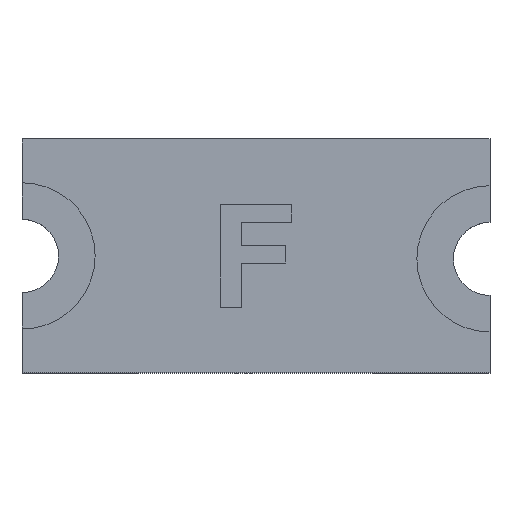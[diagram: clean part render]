
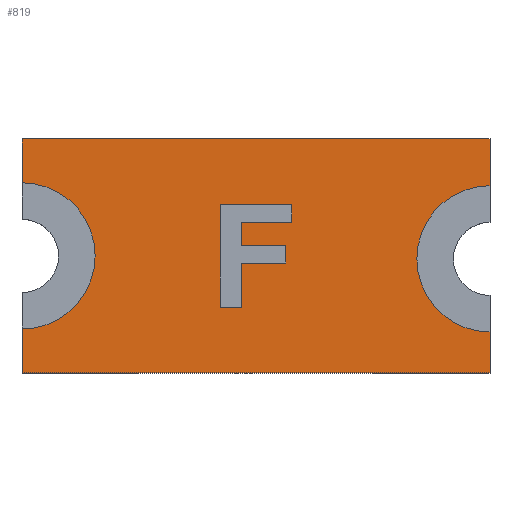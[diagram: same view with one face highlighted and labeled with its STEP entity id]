
A CAD part, top view. The second image highlights one B-rep face of the part: STEP entity #819.
In plain terms, the highlighted planar face has unit normal (0, 0, 1).
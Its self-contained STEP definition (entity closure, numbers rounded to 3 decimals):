
#34=PLANE('',#898);
#81=FACE_OUTER_BOUND('',#131,.T.);
#131=EDGE_LOOP('',(#625,#626,#627,#628,#629,#630,#631,#632));
#186=LINE('',#1238,#284);
#188=LINE('',#1242,#286);
#189=LINE('',#1244,#287);
#190=LINE('',#1246,#288);
#191=LINE('',#1250,#289);
#192=LINE('',#1251,#290);
#284=VECTOR('',#1009,1000.);
#286=VECTOR('',#1013,1000.);
#287=VECTOR('',#1014,1000.);
#288=VECTOR('',#1015,1000.);
#289=VECTOR('',#1018,1000.);
#290=VECTOR('',#1019,1000.);
#372=CIRCLE('',#896,0.5);
#373=CIRCLE('',#899,0.5);
#397=VERTEX_POINT('',#1229);
#398=VERTEX_POINT('',#1231);
#400=VERTEX_POINT('',#1237);
#401=VERTEX_POINT('',#1241);
#402=VERTEX_POINT('',#1243);
#403=VERTEX_POINT('',#1245);
#404=VERTEX_POINT('',#1247);
#405=VERTEX_POINT('',#1249);
#481=EDGE_CURVE('',#397,#398,#372,.T.);
#484=EDGE_CURVE('',#400,#398,#186,.T.);
#486=EDGE_CURVE('',#397,#401,#188,.T.);
#487=EDGE_CURVE('',#401,#402,#189,.T.);
#488=EDGE_CURVE('',#403,#402,#190,.T.);
#489=EDGE_CURVE('',#404,#403,#373,.T.);
#490=EDGE_CURVE('',#404,#405,#191,.T.);
#491=EDGE_CURVE('',#405,#400,#192,.T.);
#625=ORIENTED_EDGE('',*,*,#481,.F.);
#626=ORIENTED_EDGE('',*,*,#486,.T.);
#627=ORIENTED_EDGE('',*,*,#487,.T.);
#628=ORIENTED_EDGE('',*,*,#488,.F.);
#629=ORIENTED_EDGE('',*,*,#489,.F.);
#630=ORIENTED_EDGE('',*,*,#490,.T.);
#631=ORIENTED_EDGE('',*,*,#491,.T.);
#632=ORIENTED_EDGE('',*,*,#484,.T.);
#819=ADVANCED_FACE('',(#81),#34,.T.);
#896=AXIS2_PLACEMENT_3D('',#1232,#1003,#1004);
#898=AXIS2_PLACEMENT_3D('',#1240,#1011,#1012);
#899=AXIS2_PLACEMENT_3D('',#1248,#1016,#1017);
#1003=DIRECTION('center_axis',(0.,0.,1.));
#1004=DIRECTION('ref_axis',(-1.,0.,0.));
#1009=DIRECTION('',(0.,-1.,0.));
#1011=DIRECTION('center_axis',(0.,0.,1.));
#1012=DIRECTION('ref_axis',(-1.,0.,0.));
#1013=DIRECTION('',(0.,-1.,0.));
#1014=DIRECTION('',(1.,0.,0.));
#1015=DIRECTION('',(0.,-1.,0.));
#1016=DIRECTION('center_axis',(0.,0.,1.));
#1017=DIRECTION('ref_axis',(-1.,0.,0.));
#1018=DIRECTION('',(0.,1.,0.));
#1019=DIRECTION('',(-1.,0.,0.));
#1229=CARTESIAN_POINT('',(-1.616,-0.486,0.57));
#1231=CARTESIAN_POINT('',(-1.616,0.514,0.57));
#1232=CARTESIAN_POINT('Origin',(-1.616,0.014,0.57));
#1237=CARTESIAN_POINT('',(-1.616,0.814,0.57));
#1238=CARTESIAN_POINT('',(-1.616,0.814,0.57));
#1240=CARTESIAN_POINT('Origin',(-1.616,0.014,0.57));
#1241=CARTESIAN_POINT('',(-1.616,-0.786,0.57));
#1242=CARTESIAN_POINT('',(-1.616,-0.486,0.57));
#1243=CARTESIAN_POINT('',(1.584,-0.786,0.57));
#1244=CARTESIAN_POINT('',(-1.616,-0.786,0.57));
#1245=CARTESIAN_POINT('',(1.584,-0.506,0.57));
#1246=CARTESIAN_POINT('',(1.584,-0.506,0.57));
#1247=CARTESIAN_POINT('',(1.584,0.494,0.57));
#1248=CARTESIAN_POINT('Origin',(1.584,-0.006,0.57));
#1249=CARTESIAN_POINT('',(1.584,0.814,0.57));
#1250=CARTESIAN_POINT('',(1.584,0.494,0.57));
#1251=CARTESIAN_POINT('',(1.584,0.814,0.57));
